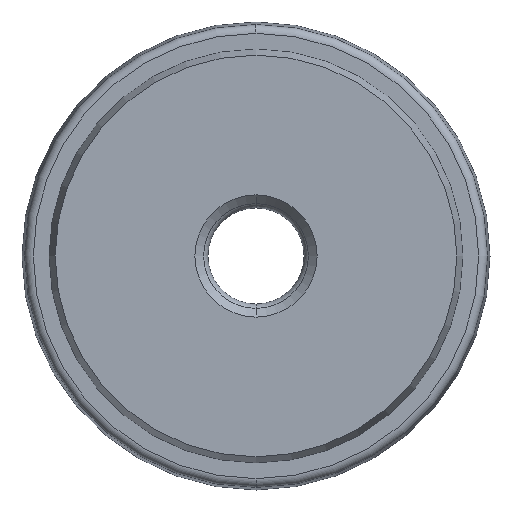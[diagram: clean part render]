
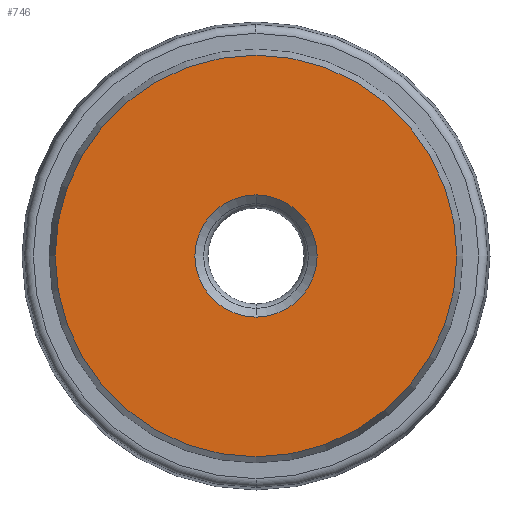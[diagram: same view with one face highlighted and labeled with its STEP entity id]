
A CAD part, left-side view. The second image highlights one B-rep face of the part: STEP entity #746.
In plain terms, the highlighted planar face has unit normal (-1, 0, 0).
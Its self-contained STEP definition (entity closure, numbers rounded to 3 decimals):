
#23 = DIRECTION ( 'NONE',  ( 0., 0., 1. ) ) ;
#24 = CARTESIAN_POINT ( 'NONE',  ( 0., 0., 0. ) ) ;
#32 = DIRECTION ( 'NONE',  ( -1., 0., 0. ) ) ;
#33 = CARTESIAN_POINT ( 'NONE',  ( 0., 0., 0. ) ) ;
#35 = DIRECTION ( 'NONE',  ( 0., 0., 1. ) ) ;
#40 = DIRECTION ( 'NONE',  ( -1., 0., 0. ) ) ;
#68 = DIRECTION ( 'NONE',  ( 1., 0., 0. ) ) ;
#69 = PLANE ( 'NONE',  #803 ) ;
#74 = DIRECTION ( 'NONE',  ( 0., 0., -1. ) ) ;
#84 = CARTESIAN_POINT ( 'NONE',  ( 0., 3., 0. ) ) ;
#95 = DIRECTION ( 'NONE',  ( 0., 0., -1. ) ) ;
#101 = CARTESIAN_POINT ( 'NONE',  ( 0., 0., 0. ) ) ;
#104 = DIRECTION ( 'NONE',  ( 1., 0., 0. ) ) ;
#184 = CARTESIAN_POINT ( 'NONE',  ( 0., 0., 0. ) ) ;
#188 = DIRECTION ( 'NONE',  ( 1., 0., 0. ) ) ;
#200 = DIRECTION ( 'NONE',  ( 0., 0., -1. ) ) ;
#277 = EDGE_CURVE ( 'NONE', #953, #989, #446, .T. ) ;
#343 = EDGE_CURVE ( 'NONE', #989, #953, #452, .T. ) ;
#446 = CIRCLE ( 'NONE', #941, 11.5 ) ;
#451 = FACE_BOUND ( 'NONE', #976, .T. ) ;
#452 = CIRCLE ( 'NONE', #942, 11.5 ) ;
#455 = FACE_OUTER_BOUND ( 'NONE', #1000, .T. ) ;
#511 = CIRCLE ( 'NONE', #771, 3.5 ) ;
#531 = CIRCLE ( 'NONE', #770, 3.5 ) ;
#592 = CARTESIAN_POINT ( 'NONE',  ( 0., 0., 3.5 ) ) ;
#599 = CARTESIAN_POINT ( 'NONE',  ( 0., 0., 11.5 ) ) ;
#601 = CARTESIAN_POINT ( 'NONE',  ( 0., 0., -11.5 ) ) ;
#606 = CARTESIAN_POINT ( 'NONE',  ( 0., 0., -3.5 ) ) ;
#746 = ADVANCED_FACE ( 'NONE', ( #451, #455 ), #69, .F. ) ;
#770 = AXIS2_PLACEMENT_3D ( 'NONE', #184, #188, #200 ) ;
#771 = AXIS2_PLACEMENT_3D ( 'NONE', #101, #104, #95 ) ;
#803 = AXIS2_PLACEMENT_3D ( 'NONE', #84, #68, #74 ) ;
#882 = EDGE_CURVE ( 'NONE', #993, #986, #511, .T. ) ;
#915 = EDGE_CURVE ( 'NONE', #986, #993, #531, .T. ) ;
#941 = AXIS2_PLACEMENT_3D ( 'NONE', #24, #40, #23 ) ;
#942 = AXIS2_PLACEMENT_3D ( 'NONE', #33, #32, #35 ) ;
#953 = VERTEX_POINT ( 'NONE', #601 ) ;
#976 = EDGE_LOOP ( 'NONE', ( #1101, #1133 ) ) ;
#986 = VERTEX_POINT ( 'NONE', #592 ) ;
#989 = VERTEX_POINT ( 'NONE', #599 ) ;
#993 = VERTEX_POINT ( 'NONE', #606 ) ;
#1000 = EDGE_LOOP ( 'NONE', ( #1095, #1106 ) ) ;
#1095 = ORIENTED_EDGE ( 'NONE', *, *, #277, .T. ) ;
#1101 = ORIENTED_EDGE ( 'NONE', *, *, #915, .T. ) ;
#1106 = ORIENTED_EDGE ( 'NONE', *, *, #343, .T. ) ;
#1133 = ORIENTED_EDGE ( 'NONE', *, *, #882, .T. ) ;
